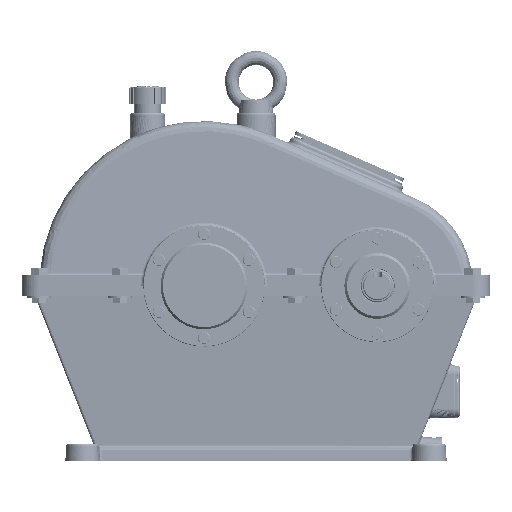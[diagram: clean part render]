
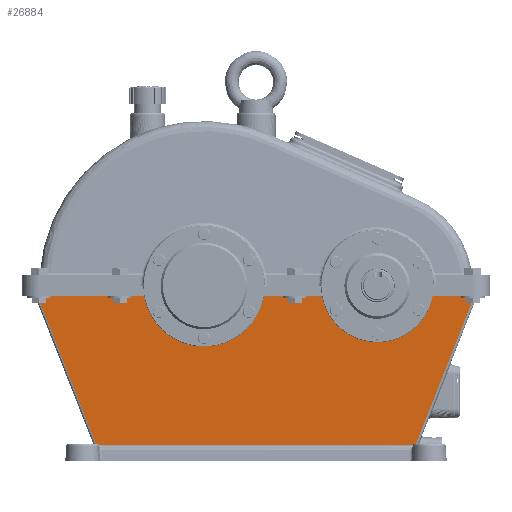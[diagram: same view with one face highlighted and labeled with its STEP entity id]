
A CAD part, front view. The second image highlights one B-rep face of the part: STEP entity #26884.
In plain terms, the highlighted free-form (B-spline) face has degree [1, 1] with [2, 2] control points.
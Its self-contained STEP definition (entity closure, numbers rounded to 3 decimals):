
#26519 = VERTEX_POINT('',#26520);
#26520 = CARTESIAN_POINT('',(183.992,-44.359,
    18.142));
#26667 = VERTEX_POINT('',#26668);
#26668 = CARTESIAN_POINT('',(-183.992,-44.359,
    18.142));
#26735 = EDGE_CURVE('',#26519,#26667,#26736,.T.);
#26736 = B_SPLINE_CURVE_WITH_KNOTS('',1,(#26737,#26738),.UNSPECIFIED.,
  .F.,.F.,(2,2),(-31.149,5.649),
  .PIECEWISE_BEZIER_KNOTS.);
#26737 = CARTESIAN_POINT('',(183.992,-44.359,
    18.142));
#26738 = CARTESIAN_POINT('',(-183.992,-44.359,
    18.142));
#26755 = VERTEX_POINT('',#26756);
#26756 = CARTESIAN_POINT('',(-251.831,-52.5,190.));
#26770 = EDGE_CURVE('',#26667,#26755,#26771,.T.);
#26771 = B_SPLINE_CURVE_WITH_KNOTS('',1,(#26772,#26773),.UNSPECIFIED.,
  .F.,.F.,(2,2),(-18.379,0.115),
  .PIECEWISE_BEZIER_KNOTS.);
#26772 = CARTESIAN_POINT('',(-183.992,-44.359,
    18.142));
#26773 = CARTESIAN_POINT('',(-251.831,-52.5,190.));
#26839 = VERTEX_POINT('',#26840);
#26840 = CARTESIAN_POINT('',(251.831,-52.5,190.));
#26846 = EDGE_CURVE('',#26839,#26519,#26847,.T.);
#26847 = B_SPLINE_CURVE_WITH_KNOTS('',1,(#26848,#26849),.UNSPECIFIED.,
  .F.,.F.,(2,2),(-9.237,9.257),
  .PIECEWISE_BEZIER_KNOTS.);
#26848 = CARTESIAN_POINT('',(251.831,-52.5,190.));
#26849 = CARTESIAN_POINT('',(183.992,-44.359,
    18.142));
#26884 = ADVANCED_FACE('',(#26885),#26929,.T.);
#26885 = FACE_BOUND('',#26886,.T.);
#26886 = EDGE_LOOP('',(#26887,#26888,#26889,#26890,#26897,#26907,#26914,
    #26924));
#26887 = ORIENTED_EDGE('',*,*,#26770,.F.);
#26888 = ORIENTED_EDGE('',*,*,#26735,.F.);
#26889 = ORIENTED_EDGE('',*,*,#26846,.F.);
#26890 = ORIENTED_EDGE('',*,*,#26891,.F.);
#26891 = EDGE_CURVE('',#26892,#26839,#26894,.T.);
#26892 = VERTEX_POINT('',#26893);
#26893 = CARTESIAN_POINT('',(203.883,-52.5,190.));
#26894 = B_SPLINE_CURVE_WITH_KNOTS('',1,(#26895,#26896),.UNSPECIFIED.,
  .F.,.F.,(2,2),(45.888,50.683),
  .PIECEWISE_BEZIER_KNOTS.);
#26895 = CARTESIAN_POINT('',(203.883,-52.5,190.));
#26896 = CARTESIAN_POINT('',(251.831,-52.5,190.));
#26897 = ORIENTED_EDGE('',*,*,#26898,.T.);
#26898 = EDGE_CURVE('',#26892,#26899,#26901,.T.);
#26899 = VERTEX_POINT('',#26900);
#26900 = CARTESIAN_POINT('',(76.117,-52.5,190.));
#26901 = ( BOUNDED_CURVE() B_SPLINE_CURVE(2,(#26902,#26903,#26904,#26905
,#26906),.UNSPECIFIED.,.F.,.F.) B_SPLINE_CURVE_WITH_KNOTS((3,2,3),(
1.756,3.142,4.527),.UNSPECIFIED.) CURVE() 
GEOMETRIC_REPRESENTATION_ITEM() RATIONAL_B_SPLINE_CURVE((1.,
0.77,1.,0.77,1.)) REPRESENTATION_ITEM('') );
#26902 = CARTESIAN_POINT('',(203.883,-52.5,190.));
#26903 = CARTESIAN_POINT('',(193.927,-49.989,137.));
#26904 = CARTESIAN_POINT('',(140.,-49.989,137.));
#26905 = CARTESIAN_POINT('',(86.073,-49.989,137.));
#26906 = CARTESIAN_POINT('',(76.117,-52.5,190.));
#26907 = ORIENTED_EDGE('',*,*,#26908,.F.);
#26908 = EDGE_CURVE('',#26909,#26899,#26911,.T.);
#26909 = VERTEX_POINT('',#26910);
#26910 = CARTESIAN_POINT('',(8.966,-52.5,190.));
#26911 = B_SPLINE_CURVE_WITH_KNOTS('',1,(#26912,#26913),.UNSPECIFIED.,
  .F.,.F.,(2,2),(26.397,33.112),
  .PIECEWISE_BEZIER_KNOTS.);
#26912 = CARTESIAN_POINT('',(8.966,-52.5,190.));
#26913 = CARTESIAN_POINT('',(76.117,-52.5,190.));
#26914 = ORIENTED_EDGE('',*,*,#26915,.T.);
#26915 = EDGE_CURVE('',#26909,#26916,#26918,.T.);
#26916 = VERTEX_POINT('',#26917);
#26917 = CARTESIAN_POINT('',(-128.966,-52.5,190.));
#26918 = ( BOUNDED_CURVE() B_SPLINE_CURVE(2,(#26919,#26920,#26921,#26922
,#26923),.UNSPECIFIED.,.F.,.F.) B_SPLINE_CURVE_WITH_KNOTS((3,2,3),(
-1.399,0.,1.399),.PIECEWISE_BEZIER_KNOTS.) CURVE() 
GEOMETRIC_REPRESENTATION_ITEM() RATIONAL_B_SPLINE_CURVE((1.,
0.765,1.,0.765,1.)) REPRESENTATION_ITEM('') );
#26919 = CARTESIAN_POINT('',(8.966,-52.5,190.));
#26920 = CARTESIAN_POINT('',(-1.117,-49.752,
    131.986));
#26921 = CARTESIAN_POINT('',(-60.,-49.752,131.986));
#26922 = CARTESIAN_POINT('',(-118.883,-49.752,
    131.986));
#26923 = CARTESIAN_POINT('',(-128.966,-52.5,190.));
#26924 = ORIENTED_EDGE('',*,*,#26925,.F.);
#26925 = EDGE_CURVE('',#26755,#26916,#26926,.T.);
#26926 = B_SPLINE_CURVE_WITH_KNOTS('',1,(#26927,#26928),.UNSPECIFIED.,
  .F.,.F.,(2,2),(0.317,12.603),
  .PIECEWISE_BEZIER_KNOTS.);
#26927 = CARTESIAN_POINT('',(-251.831,-52.5,190.));
#26928 = CARTESIAN_POINT('',(-128.966,-52.5,190.));
#26929 = B_SPLINE_SURFACE_WITH_KNOTS('',1,1,(
    (#26930,#26931)
    ,(#26932,#26933
    )),.UNSPECIFIED.,.F.,.F.,.F.,(2,2),(2,2),(-17.206,
    0.001),(0.316,50.684),
  .PIECEWISE_BEZIER_KNOTS.);
#26930 = CARTESIAN_POINT('',(-251.841,-52.5,190.01)
  );
#26931 = CARTESIAN_POINT('',(251.841,-52.5,190.01
    ));
#26932 = CARTESIAN_POINT('',(-251.841,-44.359,
    18.132));
#26933 = CARTESIAN_POINT('',(251.841,-44.359,
    18.132));
